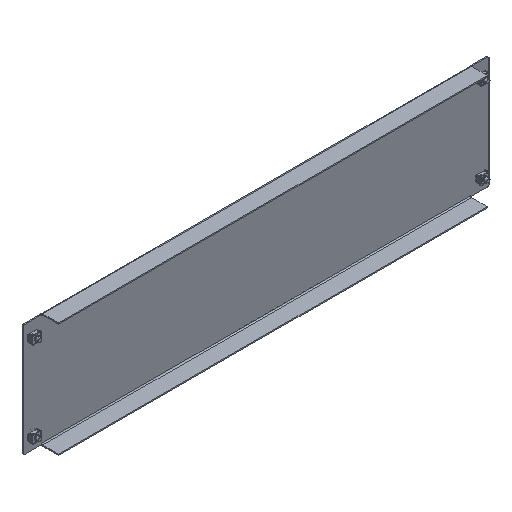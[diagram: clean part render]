
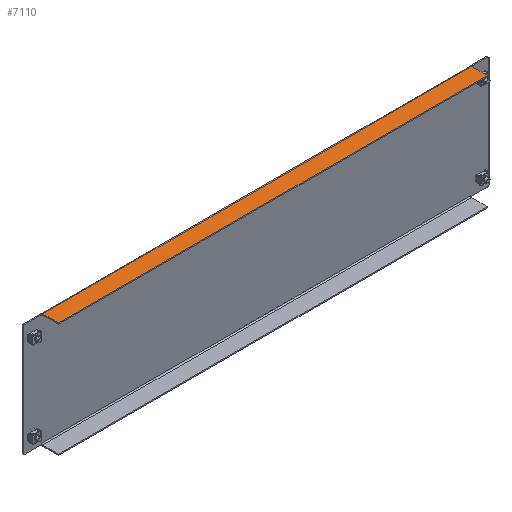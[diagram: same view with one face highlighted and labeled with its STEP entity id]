
A CAD part, isometric view. The second image highlights one B-rep face of the part: STEP entity #7110.
In plain terms, the highlighted planar face has unit normal (0, 0, 1).
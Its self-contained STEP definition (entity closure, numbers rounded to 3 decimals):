
#147 = EDGE_LOOP ( 'NONE', ( #6216, #1857, #7449, #4441 ) ) ;
#402 = CARTESIAN_POINT ( 'NONE',  ( -299., -1.5, 80. ) ) ;
#467 = CARTESIAN_POINT ( 'NONE',  ( 299., -25., 80. ) ) ;
#703 = VECTOR ( 'NONE', #4856, 1000. ) ;
#924 = CARTESIAN_POINT ( 'NONE',  ( -299., -3., 80. ) ) ;
#1074 = CARTESIAN_POINT ( 'NONE',  ( 299., -25., 80. ) ) ;
#1120 = EDGE_CURVE ( 'NONE', #6006, #4839, #3978, .T. ) ;
#1211 = VECTOR ( 'NONE', #4677, 1000. ) ;
#1339 = EDGE_CURVE ( 'NONE', #5254, #4397, #5739, .T. ) ;
#1486 = AXIS2_PLACEMENT_3D ( 'NONE', #402, #2251, #6365 ) ;
#1857 = ORIENTED_EDGE ( 'NONE', *, *, #7000, .T. ) ;
#2157 = FACE_OUTER_BOUND ( 'NONE', #147, .T. ) ;
#2251 = DIRECTION ( 'NONE',  ( 0., 0., 1. ) ) ;
#2491 = CARTESIAN_POINT ( 'NONE',  ( -299., -25., 80. ) ) ;
#2815 = LINE ( 'NONE', #4880, #1211 ) ;
#2926 = VECTOR ( 'NONE', #5097, 1000. ) ;
#3086 = CARTESIAN_POINT ( 'NONE',  ( 299., -3., 80. ) ) ;
#3978 = LINE ( 'NONE', #467, #703 ) ;
#4397 = VERTEX_POINT ( 'NONE', #4409 ) ;
#4409 = CARTESIAN_POINT ( 'NONE',  ( -299., -3., 80. ) ) ;
#4441 = ORIENTED_EDGE ( 'NONE', *, *, #5089, .F. ) ;
#4601 = PLANE ( 'NONE',  #1486 ) ;
#4677 = DIRECTION ( 'NONE',  ( -1., 0., 0. ) ) ;
#4839 = VERTEX_POINT ( 'NONE', #1074 ) ;
#4856 = DIRECTION ( 'NONE',  ( 0., -1., 0. ) ) ;
#4880 = CARTESIAN_POINT ( 'NONE',  ( -299., -25., 80. ) ) ;
#5089 = EDGE_CURVE ( 'NONE', #4839, #5254, #2815, .T. ) ;
#5097 = DIRECTION ( 'NONE',  ( -1., 0., 0. ) ) ;
#5183 = CARTESIAN_POINT ( 'NONE',  ( -299., -1.5, 80. ) ) ;
#5254 = VERTEX_POINT ( 'NONE', #2491 ) ;
#5739 = LINE ( 'NONE', #5183, #7499 ) ;
#5855 = LINE ( 'NONE', #924, #2926 ) ;
#6006 = VERTEX_POINT ( 'NONE', #3086 ) ;
#6052 = DIRECTION ( 'NONE',  ( 0., 1., 0. ) ) ;
#6216 = ORIENTED_EDGE ( 'NONE', *, *, #1120, .F. ) ;
#6365 = DIRECTION ( 'NONE',  ( 0., -1., 0. ) ) ;
#7000 = EDGE_CURVE ( 'NONE', #6006, #4397, #5855, .T. ) ;
#7110 = ADVANCED_FACE ( 'NONE', ( #2157 ), #4601, .T. ) ;
#7449 = ORIENTED_EDGE ( 'NONE', *, *, #1339, .F. ) ;
#7499 = VECTOR ( 'NONE', #6052, 1000. ) ;
